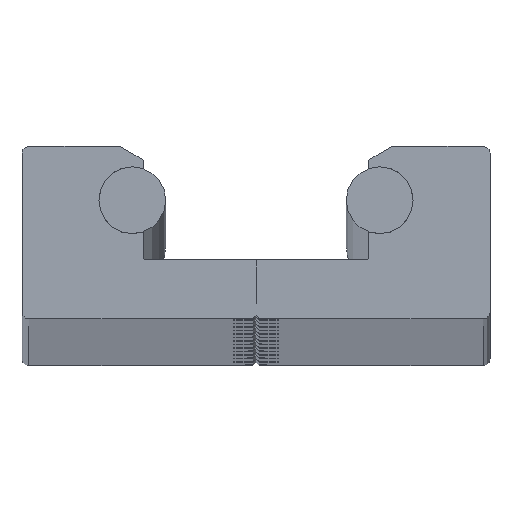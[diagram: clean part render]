
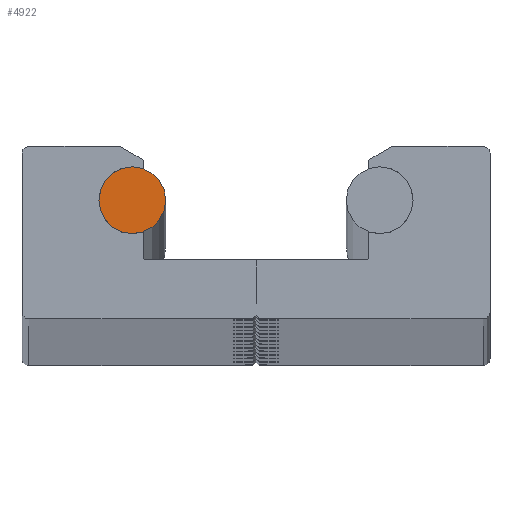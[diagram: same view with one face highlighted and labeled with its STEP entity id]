
A CAD part, top view. The second image highlights one B-rep face of the part: STEP entity #4922.
In plain terms, the highlighted planar face has unit normal (0, 0, 1).
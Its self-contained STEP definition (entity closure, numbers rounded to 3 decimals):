
#70 = DIRECTION ( 'NONE',  ( 1., 0., 0. ) ) ;
#72 = AXIS2_PLACEMENT_3D ( 'NONE', #1248, #6824, #1382 ) ;
#711 = VERTEX_POINT ( 'NONE', #7214 ) ;
#1181 = DIRECTION ( 'NONE',  ( 0., 0., 1. ) ) ;
#1248 = CARTESIAN_POINT ( 'NONE',  ( -18.5, 4.85, 4000. ) ) ;
#1382 = DIRECTION ( 'NONE',  ( 1., 0., 0. ) ) ;
#1519 = FACE_OUTER_BOUND ( 'NONE', #8752, .T. ) ;
#1618 = CIRCLE ( 'NONE', #5059, 5. ) ;
#2909 = PLANE ( 'NONE',  #7406 ) ;
#3254 = CARTESIAN_POINT ( 'NONE',  ( -23.5, 4.85, 4000. ) ) ;
#3731 = EDGE_CURVE ( 'NONE', #4282, #711, #4821, .T. ) ;
#3934 = DIRECTION ( 'NONE',  ( 1., 0., 0. ) ) ;
#4282 = VERTEX_POINT ( 'NONE', #3254 ) ;
#4605 = CARTESIAN_POINT ( 'NONE',  ( -18.5, 4.85, 4000. ) ) ;
#4821 = CIRCLE ( 'NONE', #72, 5. ) ;
#4886 = DIRECTION ( 'NONE',  ( 0., 0., 1. ) ) ;
#4922 = ADVANCED_FACE ( 'NONE', ( #1519 ), #2909, .T. ) ;
#5059 = AXIS2_PLACEMENT_3D ( 'NONE', #4605, #1181, #3934 ) ;
#6323 = CARTESIAN_POINT ( 'NONE',  ( -18.5, 4.85, 4000. ) ) ;
#6784 = EDGE_CURVE ( 'NONE', #711, #4282, #1618, .T. ) ;
#6824 = DIRECTION ( 'NONE',  ( 0., 0., 1. ) ) ;
#6872 = ORIENTED_EDGE ( 'NONE', *, *, #6784, .T. ) ;
#7074 = ORIENTED_EDGE ( 'NONE', *, *, #3731, .T. ) ;
#7214 = CARTESIAN_POINT ( 'NONE',  ( -13.5, 4.85, 4000. ) ) ;
#7406 = AXIS2_PLACEMENT_3D ( 'NONE', #6323, #4886, #70 ) ;
#8752 = EDGE_LOOP ( 'NONE', ( #6872, #7074 ) ) ;
